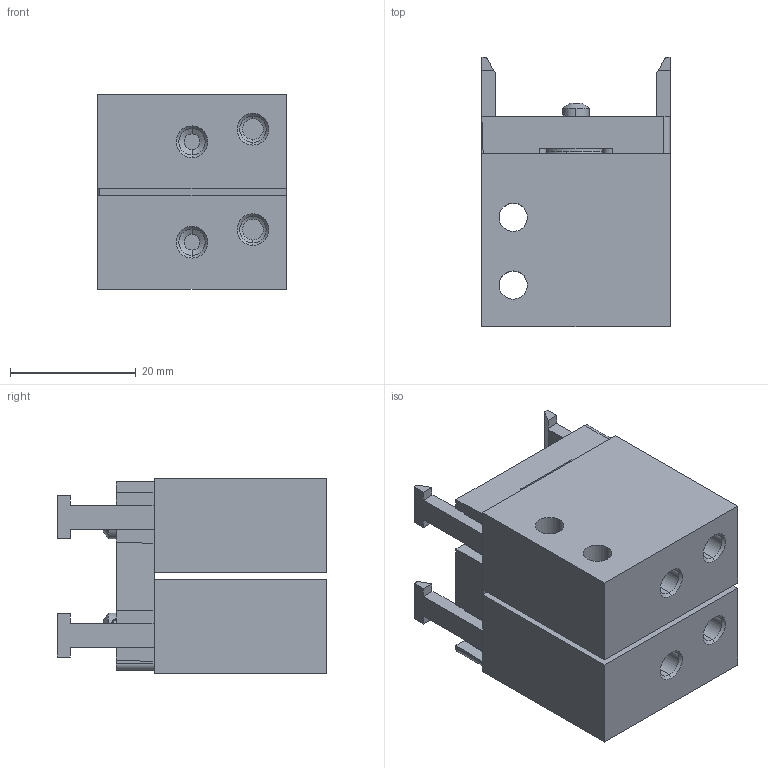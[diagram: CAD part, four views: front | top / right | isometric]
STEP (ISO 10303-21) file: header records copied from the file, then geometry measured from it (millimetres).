
FILE_DESCRIPTION (( 'STEP AP214' ), '1' );
FILE_NAME ('08_146_4.STEP', '2016-07-27T15:05:32', ( '' ), ( '' ), 'SwSTEP 2.0', 'SolidWorks 2016', '' );
FILE_SCHEMA (( 'AUTOMOTIVE_DESIGN' ));
Length unit declared in the file: millimetre
Products named in the file (1): 08_146_4
Bounding box: 30 x 42.9 x 31 mm (x, y, z)
Volume: 28219 mm3; surface area: 12523.8 mm2
Topology: 9 solids, 9 shells, 635 faces, 1501 edges, 894 vertices
Faces by surface type: cone 240, plane 208, cylinder 157, bspline 30
Entity records: 19227 total; most frequent: CARTESIAN_POINT 4095, DIRECTION 3193, ORIENTED_EDGE 2970, EDGE_CURVE 1485, AXIS2_PLACEMENT_3D 1224, VERTEX_POINT 894, LINE 745, VECTOR 745
